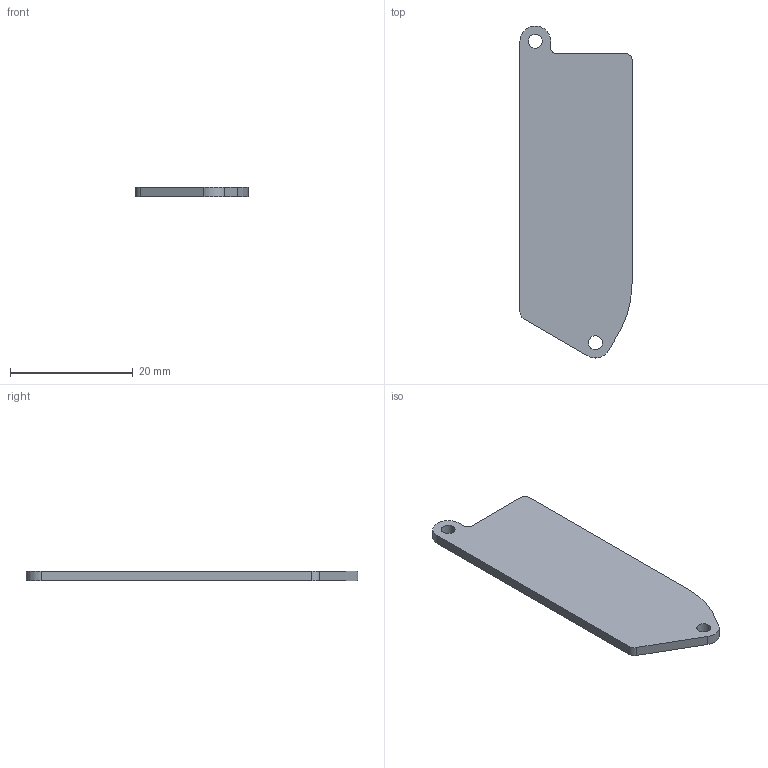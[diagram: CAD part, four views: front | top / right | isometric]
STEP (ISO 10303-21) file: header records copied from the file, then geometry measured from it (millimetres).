
FILE_DESCRIPTION(('KiCad electronic assembly'),'2;1');
FILE_NAME('one-fell-swoop-cover.step','2021-11-28T17:08:34',('Pcbnew'),( 'Kicad'),'Open CASCADE STEP processor 7.5','KiCad to STEP converter' ,'Unknown');
FILE_SCHEMA(('AUTOMOTIVE_DESIGN { 1 0 10303 214 1 1 1 1 }'));
Length unit declared in the file: millimetre
Products named in the file (2): one-fell-swoop-cover 1; one-fell-swoop-cover PCB
Assembly tree (1 placements, depth 2):
  one-fell-swoop-cover 1
    one-fell-swoop-cover PCB
Bounding box: 18.28 x 54.17 x 1.6 mm (x, y, z)
Volume: 1376.9 mm3; surface area: 1957.1 mm2
Topology: 1 solids, 1 shells, 17 faces, 45 edges, 30 vertices
Faces by surface type: cylinder 9, plane 8
Full cylindrical faces by diameter (mm): 2.3 x2
Entity records: 1231 total; most frequent: CARTESIAN_POINT 292, DIRECTION 173, LINE 99, VECTOR 99, ORIENTED_EDGE 90, PCURVE 90, DEFINITIONAL_REPRESENTATION 90, EDGE_CURVE 45
